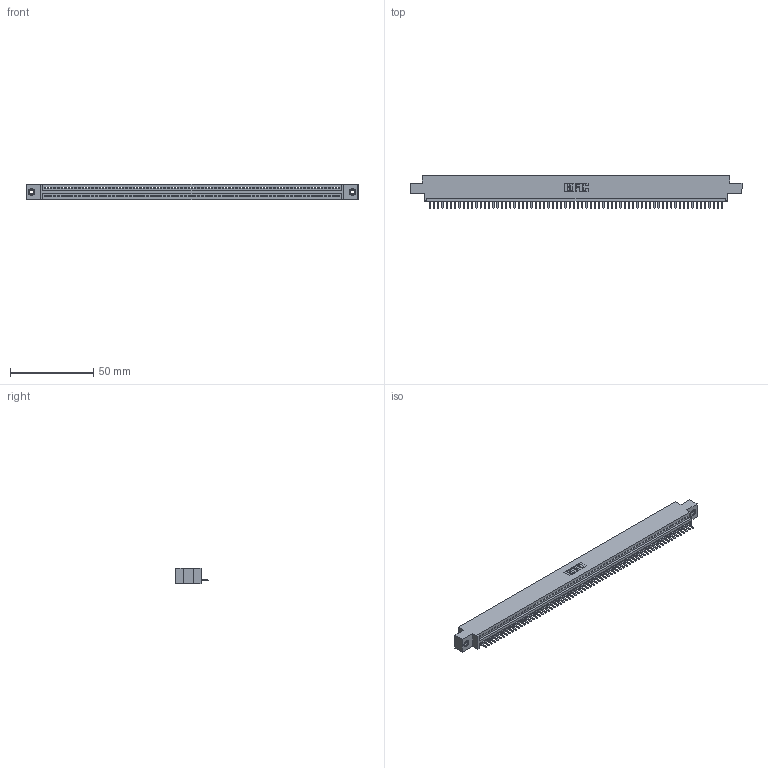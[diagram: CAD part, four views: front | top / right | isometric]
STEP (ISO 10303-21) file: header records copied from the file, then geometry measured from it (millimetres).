
FILE_DESCRIPTION (( 'STEP AP203' ), '1' );
FILE_NAME ('345-070-520-608.STEP', '2018-10-01T04:36:39', ( '' ), ( '' ), 'SwSTEP 2.0', 'SolidWorks 2016', '' );
FILE_SCHEMA (( 'CONFIG_CONTROL_DESIGN' ));
Length unit declared in the file: inch
Products named in the file (4): 345-292-001_345-293-120; 345-250-001_345-250-003-102; 345-070-520-608; 345 Part_0.170 Offset - 0.156 Dia-TI
Assembly tree (73 placements, depth 2):
  345-070-520-608
    345 Part_0.170 Offset - 0.156 Dia-TI
    345-292-001_345-293-120  x70
    345-250-001_345-250-003-102  x2
Bounding box: 199.01 x 19.68 x 9.4 mm (x, y, z)
Volume: 18810.2 mm3; surface area: 24864.6 mm2
Topology: 73 solids, 73 shells, 4530 faces, 13369 edges, 8718 vertices
Faces by surface type: plane 3056, cylinder 1458, cone 12, torus 4
Entity records: 50346 total; most frequent: CARTESIAN_POINT 8713, ORIENTED_EDGE 8698, DIRECTION 7583, EDGE_CURVE 4349, LINE 3913, VECTOR 3913, VERTEX_POINT 2892, AXIS2_PLACEMENT_3D 1835
